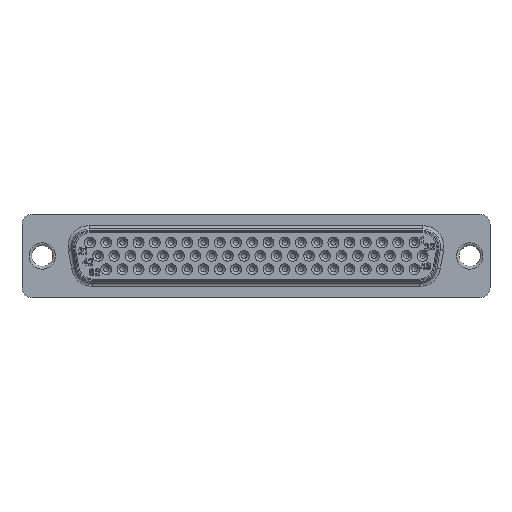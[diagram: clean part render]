
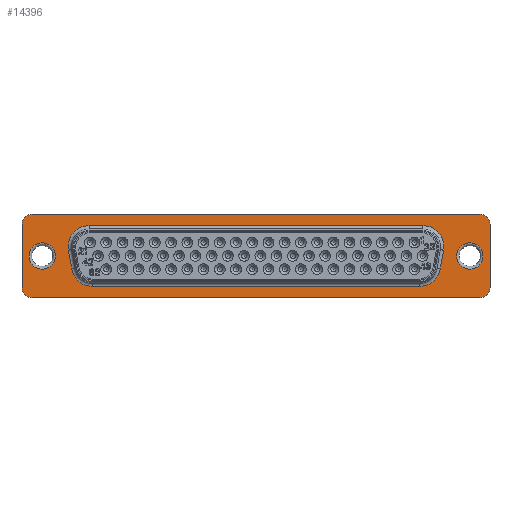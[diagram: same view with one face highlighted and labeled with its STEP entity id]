
A CAD part, top view. The second image highlights one B-rep face of the part: STEP entity #14396.
In plain terms, the highlighted face is planar.
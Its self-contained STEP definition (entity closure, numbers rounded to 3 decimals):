
#1273=FACE_BOUND('',#4572,.T.);
#1274=FACE_BOUND('',#4573,.T.);
#1275=FACE_BOUND('',#4574,.T.);
#1751=PLANE('',#16156);
#2755=FACE_OUTER_BOUND('',#4571,.T.);
#4571=EDGE_LOOP('',(#12721,#12722,#12723,#12724,#12725,#12726,#12727,#12728));
#4572=EDGE_LOOP('',(#12729));
#4573=EDGE_LOOP('',(#12730,#12731,#12732,#12733,#12734,#12735,#12736,#12737));
#4574=EDGE_LOOP('',(#12738));
#5262=LINE('',#30458,#5936);
#5263=LINE('',#30462,#5937);
#5264=LINE('',#30466,#5938);
#5265=LINE('',#30469,#5939);
#5266=LINE('',#30474,#5940);
#5267=LINE('',#30478,#5941);
#5268=LINE('',#30482,#5942);
#5269=LINE('',#30486,#5943);
#5936=VECTOR('',#20328,9.4);
#5937=VECTOR('',#20331,66.5);
#5938=VECTOR('',#20334,9.4);
#5939=VECTOR('',#20337,66.5);
#5940=VECTOR('',#20340,48.613);
#5941=VECTOR('',#20343,2.843);
#5942=VECTOR('',#20346,49.6);
#5943=VECTOR('',#20349,2.843);
#6790=CIRCLE('',#16155,1.95);
#6791=CIRCLE('',#16157,1.5);
#6792=CIRCLE('',#16158,1.5);
#6793=CIRCLE('',#16159,1.5);
#6794=CIRCLE('',#16160,1.5);
#6795=CIRCLE('',#16161,1.95);
#6796=CIRCLE('',#16162,3.1);
#6797=CIRCLE('',#16163,3.1);
#6798=CIRCLE('',#16164,3.1);
#6799=CIRCLE('',#16165,3.1);
#8020=VERTEX_POINT('',#30451);
#8021=VERTEX_POINT('',#30454);
#8022=VERTEX_POINT('',#30455);
#8023=VERTEX_POINT('',#30457);
#8024=VERTEX_POINT('',#30459);
#8025=VERTEX_POINT('',#30461);
#8026=VERTEX_POINT('',#30463);
#8027=VERTEX_POINT('',#30465);
#8028=VERTEX_POINT('',#30467);
#8029=VERTEX_POINT('',#30470);
#8030=VERTEX_POINT('',#30472);
#8031=VERTEX_POINT('',#30473);
#8032=VERTEX_POINT('',#30475);
#8033=VERTEX_POINT('',#30477);
#8034=VERTEX_POINT('',#30479);
#8035=VERTEX_POINT('',#30481);
#8036=VERTEX_POINT('',#30483);
#8037=VERTEX_POINT('',#30485);
#9563=EDGE_CURVE('',#8020,#8020,#6790,.T.);
#9564=EDGE_CURVE('',#8021,#8022,#6791,.T.);
#9565=EDGE_CURVE('',#8023,#8021,#5262,.T.);
#9566=EDGE_CURVE('',#8024,#8023,#6792,.T.);
#9567=EDGE_CURVE('',#8025,#8024,#5263,.T.);
#9568=EDGE_CURVE('',#8026,#8025,#6793,.T.);
#9569=EDGE_CURVE('',#8027,#8026,#5264,.T.);
#9570=EDGE_CURVE('',#8028,#8027,#6794,.T.);
#9571=EDGE_CURVE('',#8022,#8028,#5265,.T.);
#9572=EDGE_CURVE('',#8029,#8029,#6795,.T.);
#9573=EDGE_CURVE('',#8030,#8031,#5266,.T.);
#9574=EDGE_CURVE('',#8032,#8030,#6796,.T.);
#9575=EDGE_CURVE('',#8033,#8032,#5267,.T.);
#9576=EDGE_CURVE('',#8034,#8033,#6797,.T.);
#9577=EDGE_CURVE('',#8035,#8034,#5268,.T.);
#9578=EDGE_CURVE('',#8036,#8035,#6798,.T.);
#9579=EDGE_CURVE('',#8037,#8036,#5269,.T.);
#9580=EDGE_CURVE('',#8031,#8037,#6799,.T.);
#12721=ORIENTED_EDGE('',*,*,#9564,.F.);
#12722=ORIENTED_EDGE('',*,*,#9565,.F.);
#12723=ORIENTED_EDGE('',*,*,#9566,.F.);
#12724=ORIENTED_EDGE('',*,*,#9567,.F.);
#12725=ORIENTED_EDGE('',*,*,#9568,.F.);
#12726=ORIENTED_EDGE('',*,*,#9569,.F.);
#12727=ORIENTED_EDGE('',*,*,#9570,.F.);
#12728=ORIENTED_EDGE('',*,*,#9571,.F.);
#12729=ORIENTED_EDGE('',*,*,#9572,.F.);
#12730=ORIENTED_EDGE('',*,*,#9573,.F.);
#12731=ORIENTED_EDGE('',*,*,#9574,.F.);
#12732=ORIENTED_EDGE('',*,*,#9575,.F.);
#12733=ORIENTED_EDGE('',*,*,#9576,.F.);
#12734=ORIENTED_EDGE('',*,*,#9577,.F.);
#12735=ORIENTED_EDGE('',*,*,#9578,.F.);
#12736=ORIENTED_EDGE('',*,*,#9579,.F.);
#12737=ORIENTED_EDGE('',*,*,#9580,.F.);
#12738=ORIENTED_EDGE('',*,*,#9563,.F.);
#14396=ADVANCED_FACE('',(#2755,#1273,#1274,#1275),#1751,.F.);
#16155=AXIS2_PLACEMENT_3D('',#30452,#20322,#20323);
#16156=AXIS2_PLACEMENT_3D('',#30453,#20324,#20325);
#16157=AXIS2_PLACEMENT_3D('',#30456,#20326,#20327);
#16158=AXIS2_PLACEMENT_3D('',#30460,#20329,#20330);
#16159=AXIS2_PLACEMENT_3D('',#30464,#20332,#20333);
#16160=AXIS2_PLACEMENT_3D('',#30468,#20335,#20336);
#16161=AXIS2_PLACEMENT_3D('',#30471,#20338,#20339);
#16162=AXIS2_PLACEMENT_3D('',#30476,#20341,#20342);
#16163=AXIS2_PLACEMENT_3D('',#30480,#20344,#20345);
#16164=AXIS2_PLACEMENT_3D('',#30484,#20347,#20348);
#16165=AXIS2_PLACEMENT_3D('',#30487,#20350,#20351);
#20322=DIRECTION('center_axis',(0.,0.,-1.));
#20323=DIRECTION('ref_axis',(-1.,0.,0.));
#20324=DIRECTION('center_axis',(0.,0.,1.));
#20325=DIRECTION('ref_axis',(1.,0.,0.));
#20326=DIRECTION('center_axis',(0.,0.,1.));
#20327=DIRECTION('ref_axis',(0.707,0.707,0.));
#20328=DIRECTION('',(0.,1.,0.));
#20329=DIRECTION('center_axis',(0.,0.,1.));
#20330=DIRECTION('ref_axis',(0.707,-0.707,0.));
#20331=DIRECTION('',(1.,0.,0.));
#20332=DIRECTION('center_axis',(0.,0.,1.));
#20333=DIRECTION('ref_axis',(-0.707,-0.707,0.));
#20334=DIRECTION('',(0.,-1.,0.));
#20335=DIRECTION('center_axis',(0.,0.,1.));
#20336=DIRECTION('ref_axis',(-0.707,0.707,0.));
#20337=DIRECTION('',(-1.,0.,0.));
#20338=DIRECTION('center_axis',(0.,0.,-1.));
#20339=DIRECTION('ref_axis',(-1.,0.,0.));
#20340=DIRECTION('',(-1.,0.,0.));
#20341=DIRECTION('center_axis',(0.,0.,-1.));
#20342=DIRECTION('ref_axis',(0.643,-0.766,0.));
#20343=DIRECTION('',(-0.174,-0.985,0.));
#20344=DIRECTION('center_axis',(0.,0.,-1.));
#20345=DIRECTION('ref_axis',(0.766,0.643,0.));
#20346=DIRECTION('',(1.,0.,0.));
#20347=DIRECTION('center_axis',(0.,0.,-1.));
#20348=DIRECTION('ref_axis',(-0.766,0.643,0.));
#20349=DIRECTION('',(-0.174,0.985,0.));
#20350=DIRECTION('center_axis',(0.,0.,-1.));
#20351=DIRECTION('ref_axis',(-0.643,-0.766,0.));
#30451=CARTESIAN_POINT('',(33.7,0.,-0.4));
#30452=CARTESIAN_POINT('Origin',(31.75,0.,-0.4));
#30453=CARTESIAN_POINT('Origin',(17.296,0.013,-0.4));
#30454=CARTESIAN_POINT('',(34.75,4.7,-0.4));
#30455=CARTESIAN_POINT('',(33.25,6.2,-0.4));
#30456=CARTESIAN_POINT('Origin',(33.25,4.7,-0.4));
#30457=CARTESIAN_POINT('',(34.75,-4.7,-0.4));
#30458=CARTESIAN_POINT('',(34.75,-6.2,-0.4));
#30459=CARTESIAN_POINT('',(33.25,-6.2,-0.4));
#30460=CARTESIAN_POINT('Origin',(33.25,-4.7,-0.4));
#30461=CARTESIAN_POINT('',(-33.25,-6.2,-0.4));
#30462=CARTESIAN_POINT('',(-34.75,-6.2,-0.4));
#30463=CARTESIAN_POINT('',(-34.75,-4.7,-0.4));
#30464=CARTESIAN_POINT('Origin',(-33.25,-4.7,-0.4));
#30465=CARTESIAN_POINT('',(-34.75,4.7,-0.4));
#30466=CARTESIAN_POINT('',(-34.75,6.2,-0.4));
#30467=CARTESIAN_POINT('',(-33.25,6.2,-0.4));
#30468=CARTESIAN_POINT('Origin',(-33.25,4.7,-0.4));
#30469=CARTESIAN_POINT('',(34.75,6.2,-0.4));
#30470=CARTESIAN_POINT('',(-29.8,0.,-0.4));
#30471=CARTESIAN_POINT('Origin',(-31.75,0.,-0.4));
#30472=CARTESIAN_POINT('',(24.306,-4.5,-0.4));
#30473=CARTESIAN_POINT('',(-24.306,-4.5,-0.4));
#30474=CARTESIAN_POINT('',(8.648,-4.5,-0.4));
#30475=CARTESIAN_POINT('',(27.359,-1.938,-0.4));
#30476=CARTESIAN_POINT('Origin',(24.306,-1.4,-0.4));
#30477=CARTESIAN_POINT('',(27.853,0.862,-0.4));
#30478=CARTESIAN_POINT('',(27.374,-1.853,-0.4));
#30479=CARTESIAN_POINT('',(24.8,4.5,-0.4));
#30480=CARTESIAN_POINT('Origin',(24.8,1.4,-0.4));
#30481=CARTESIAN_POINT('',(-24.8,4.5,-0.4));
#30482=CARTESIAN_POINT('',(8.648,4.5,-0.4));
#30483=CARTESIAN_POINT('',(-27.853,0.862,-0.4));
#30484=CARTESIAN_POINT('Origin',(-24.8,1.4,-0.4));
#30485=CARTESIAN_POINT('',(-27.359,-1.938,-0.4));
#30486=CARTESIAN_POINT('',(-27.1,-3.41,-0.4));
#30487=CARTESIAN_POINT('Origin',(-24.306,-1.4,-0.4));
